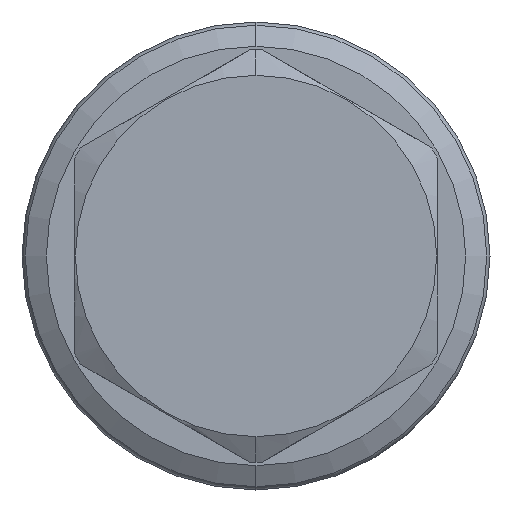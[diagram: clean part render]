
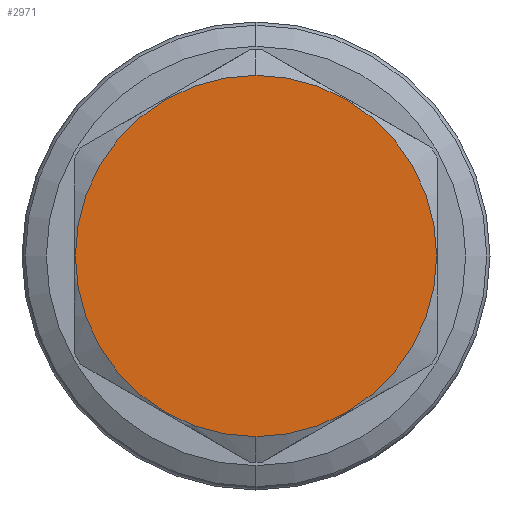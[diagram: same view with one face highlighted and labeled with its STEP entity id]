
A CAD part, left-side view. The second image highlights one B-rep face of the part: STEP entity #2971.
In plain terms, the highlighted planar face has unit normal (-1, 0, 0).
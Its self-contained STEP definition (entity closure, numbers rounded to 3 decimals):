
#794 = AXIS2_PLACEMENT_3D ( 'NONE', #3727, #3728, #3729 ) ;
#803 = AXIS2_PLACEMENT_3D ( 'NONE', #4527, #4528, #4529 ) ;
#858 = VERTEX_POINT ( 'NONE', #2559 ) ;
#990 = VERTEX_POINT ( 'NONE', #2812 ) ;
#1939 = ORIENTED_EDGE ( 'NONE', *, *, #5297, .T. ) ;
#1959 = ORIENTED_EDGE ( 'NONE', *, *, #5330, .T. ) ;
#2559 = CARTESIAN_POINT ( 'NONE',  ( 0., 0., -20.5 ) ) ;
#2664 = DIRECTION ( 'NONE',  ( 1., 0., 0. ) ) ;
#2808 = CARTESIAN_POINT ( 'NONE',  ( 0., 0., -23.787 ) ) ;
#2812 = CARTESIAN_POINT ( 'NONE',  ( 0., 0., 20.5 ) ) ;
#2823 = DIRECTION ( 'NONE',  ( 0., 0., -1. ) ) ;
#2837 = PLANE ( 'NONE',  #6149 ) ;
#2971 = ADVANCED_FACE ( 'NONE', ( #6260 ), #2837, .F. ) ;
#3727 = CARTESIAN_POINT ( 'NONE',  ( 0., 0., 0. ) ) ;
#3728 = DIRECTION ( 'NONE',  ( -1., 0., 0. ) ) ;
#3729 = DIRECTION ( 'NONE',  ( 0., 0., 1. ) ) ;
#4527 = CARTESIAN_POINT ( 'NONE',  ( 0., 0., 0. ) ) ;
#4528 = DIRECTION ( 'NONE',  ( -1., 0., 0. ) ) ;
#4529 = DIRECTION ( 'NONE',  ( 0., 0., 1. ) ) ;
#5297 = EDGE_CURVE ( 'NONE', #858, #990, #5997, .T. ) ;
#5330 = EDGE_CURVE ( 'NONE', #990, #858, #5804, .T. ) ;
#5804 = CIRCLE ( 'NONE', #794, 20.5 ) ;
#5997 = CIRCLE ( 'NONE', #803, 20.5 ) ;
#6149 = AXIS2_PLACEMENT_3D ( 'NONE', #2808, #2664, #2823 ) ;
#6260 = FACE_OUTER_BOUND ( 'NONE', #6334, .T. ) ;
#6334 = EDGE_LOOP ( 'NONE', ( #1939, #1959 ) ) ;
